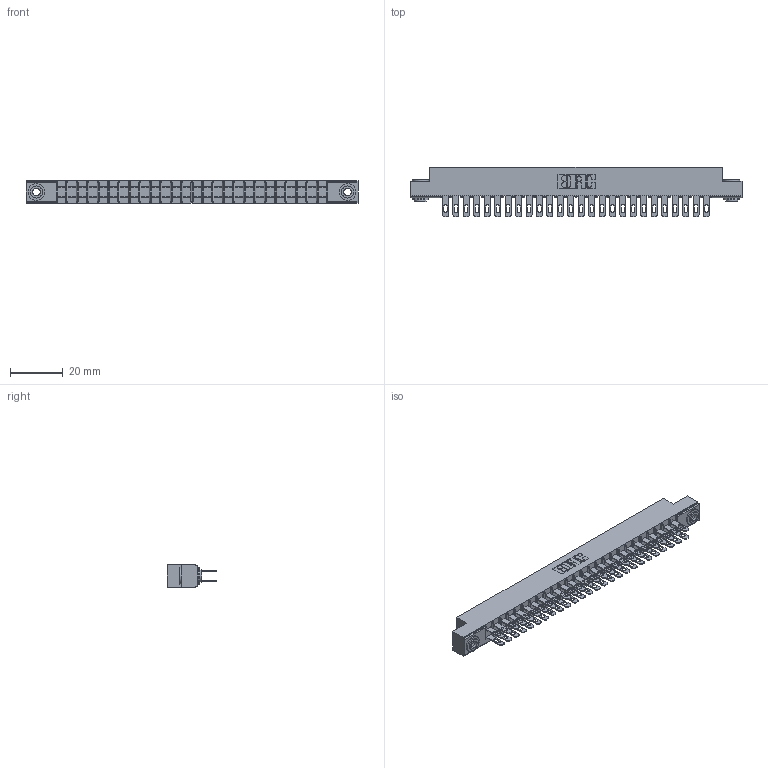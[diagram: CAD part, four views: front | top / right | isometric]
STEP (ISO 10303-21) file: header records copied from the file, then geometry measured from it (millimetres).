
FILE_DESCRIPTION (( 'STEP AP203' ), '1' );
FILE_NAME ('355-052-500-503.STEP', '2019-09-11T16:14:15', ( '' ), ( '' ), 'SwSTEP 2.0', 'SolidWorks 2016', '' );
FILE_SCHEMA (( 'CONFIG_CONTROL_DESIGN' ));
Length unit declared in the file: inch
Products named in the file (4): 355-052-500-503; 345-250-002_345-250-002-102; 305 Part_.156 Dia; 305-290-001_500
Assembly tree (55 placements, depth 2):
  355-052-500-503
    305 Part_.156 Dia
    305-290-001_500  x52
    345-250-002_345-250-002-102  x2
Bounding box: 126.03 x 18.85 x 8.71 mm (x, y, z)
Volume: 7698.7 mm3; surface area: 16742 mm2
Topology: 55 solids, 55 shells, 2768 faces, 7890 edges, 5116 vertices
Faces by surface type: plane 1548, cylinder 1108, sphere 104, cone 8
Entity records: 31186 total; most frequent: CARTESIAN_POINT 5141, ORIENTED_EDGE 5092, DIRECTION 5004, EDGE_CURVE 2546, LINE 2030, VECTOR 2030, VERTEX_POINT 1624, AXIS2_PLACEMENT_3D 1487
